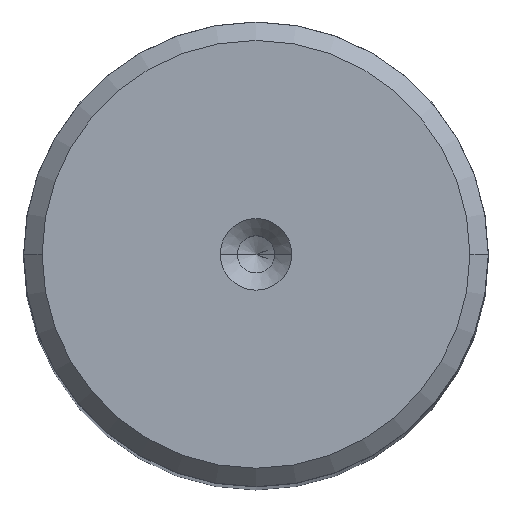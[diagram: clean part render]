
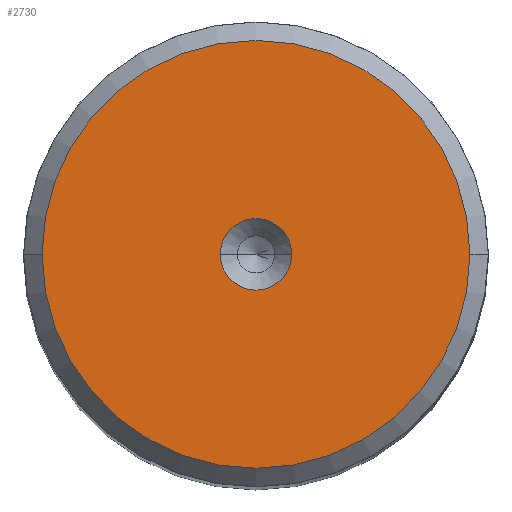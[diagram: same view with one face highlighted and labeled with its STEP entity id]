
A CAD part, top view. The second image highlights one B-rep face of the part: STEP entity #2730.
In plain terms, the highlighted planar face has unit normal (0, 0, 1).
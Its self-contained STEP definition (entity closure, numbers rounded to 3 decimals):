
#36 = DIRECTION ( 'NONE',  ( 0., 0., 1. ) ) ;
#82 = CIRCLE ( 'NONE', #2256, 3.85 ) ;
#259 = CARTESIAN_POINT ( 'NONE',  ( -23.016, 0., 200. ) ) ;
#354 = EDGE_CURVE ( 'NONE', #2241, #1904, #1306, .T. ) ;
#407 = DIRECTION ( 'NONE',  ( 1., 0., 0. ) ) ;
#553 = EDGE_CURVE ( 'NONE', #1904, #2241, #82, .T. ) ;
#623 = DIRECTION ( 'NONE',  ( 0., 0., 1. ) ) ;
#675 = ORIENTED_EDGE ( 'NONE', *, *, #553, .F. ) ;
#725 = AXIS2_PLACEMENT_3D ( 'NONE', #2295, #1416, #934 ) ;
#743 = VERTEX_POINT ( 'NONE', #1443 ) ;
#795 = CIRCLE ( 'NONE', #1631, 23.016 ) ;
#934 = DIRECTION ( 'NONE',  ( 1., 0., 0. ) ) ;
#1017 = CARTESIAN_POINT ( 'NONE',  ( -3.85, 0., 200. ) ) ;
#1072 = DIRECTION ( 'NONE',  ( 1., 0., 0. ) ) ;
#1098 = CARTESIAN_POINT ( 'NONE',  ( 0., 0., 200. ) ) ;
#1152 = CARTESIAN_POINT ( 'NONE',  ( 0., 0., 200. ) ) ;
#1194 = DIRECTION ( 'NONE',  ( 1., 0., 0. ) ) ;
#1204 = PLANE ( 'NONE',  #1296 ) ;
#1296 = AXIS2_PLACEMENT_3D ( 'NONE', #2775, #2127, #1194 ) ;
#1306 = CIRCLE ( 'NONE', #2016, 3.85 ) ;
#1314 = EDGE_CURVE ( 'NONE', #2534, #743, #1417, .T. ) ;
#1348 = DIRECTION ( 'NONE',  ( 1., 0., 0. ) ) ;
#1416 = DIRECTION ( 'NONE',  ( 0., 0., 1. ) ) ;
#1417 = CIRCLE ( 'NONE', #725, 23.016 ) ;
#1443 = CARTESIAN_POINT ( 'NONE',  ( 23.016, 0., 200. ) ) ;
#1525 = EDGE_CURVE ( 'NONE', #743, #2534, #795, .T. ) ;
#1631 = AXIS2_PLACEMENT_3D ( 'NONE', #2432, #623, #1072 ) ;
#1809 = FACE_OUTER_BOUND ( 'NONE', #2083, .T. ) ;
#1904 = VERTEX_POINT ( 'NONE', #2503 ) ;
#1937 = ORIENTED_EDGE ( 'NONE', *, *, #1314, .T. ) ;
#1959 = FACE_BOUND ( 'NONE', #2211, .T. ) ;
#2016 = AXIS2_PLACEMENT_3D ( 'NONE', #1152, #36, #1348 ) ;
#2083 = EDGE_LOOP ( 'NONE', ( #1937, #2283 ) ) ;
#2127 = DIRECTION ( 'NONE',  ( 0., 0., 1. ) ) ;
#2211 = EDGE_LOOP ( 'NONE', ( #675, #2397 ) ) ;
#2241 = VERTEX_POINT ( 'NONE', #1017 ) ;
#2256 = AXIS2_PLACEMENT_3D ( 'NONE', #1098, #2860, #407 ) ;
#2283 = ORIENTED_EDGE ( 'NONE', *, *, #1525, .T. ) ;
#2295 = CARTESIAN_POINT ( 'NONE',  ( 0., 0., 200. ) ) ;
#2397 = ORIENTED_EDGE ( 'NONE', *, *, #354, .F. ) ;
#2432 = CARTESIAN_POINT ( 'NONE',  ( 0., 0., 200. ) ) ;
#2503 = CARTESIAN_POINT ( 'NONE',  ( 3.85, 0., 200. ) ) ;
#2534 = VERTEX_POINT ( 'NONE', #259 ) ;
#2730 = ADVANCED_FACE ( 'NONE', ( #1959, #1809 ), #1204, .T. ) ;
#2775 = CARTESIAN_POINT ( 'NONE',  ( 0., 0., 200. ) ) ;
#2860 = DIRECTION ( 'NONE',  ( 0., 0., 1. ) ) ;
